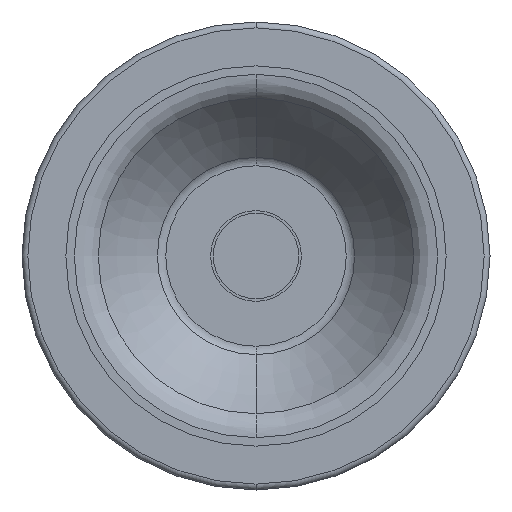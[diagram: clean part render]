
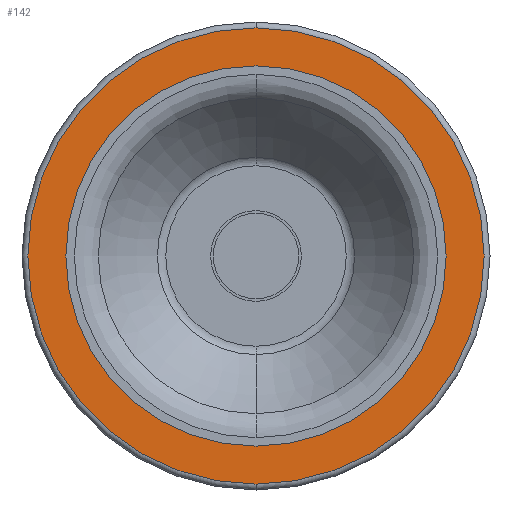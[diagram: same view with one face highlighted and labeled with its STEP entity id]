
A CAD part, front view. The second image highlights one B-rep face of the part: STEP entity #142.
In plain terms, the highlighted planar face has unit normal (0, -1, 0).
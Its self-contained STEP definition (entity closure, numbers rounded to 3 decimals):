
#55 = EDGE_LOOP ( 'NONE', ( #67, #146 ) ) ;
#61 = EDGE_CURVE ( 'NONE', #459, #456, #424, .T. ) ;
#62 = EDGE_LOOP ( 'NONE', ( #63, #72 ) ) ;
#63 = ORIENTED_EDGE ( 'NONE', *, *, #61, .T. ) ;
#67 = ORIENTED_EDGE ( 'NONE', *, *, #145, .F. ) ;
#72 = ORIENTED_EDGE ( 'NONE', *, *, #458, .T. ) ;
#142 = ADVANCED_FACE ( 'NONE', ( #566, #565 ), #564, .F. ) ;
#145 = EDGE_CURVE ( 'NONE', #1214, #2613, #612, .T. ) ;
#146 = ORIENTED_EDGE ( 'NONE', *, *, #1218, .F. ) ;
#420 = DIRECTION ( 'NONE',  ( 0., 0., 1. ) ) ;
#421 = DIRECTION ( 'NONE',  ( 0., -1., 0. ) ) ;
#422 = CARTESIAN_POINT ( 'NONE',  ( 0., 0., 0. ) ) ;
#423 = AXIS2_PLACEMENT_3D ( 'NONE', #422, #421, #420 ) ;
#424 = CIRCLE ( 'NONE', #423, 39. ) ;
#456 = VERTEX_POINT ( 'NONE', #867 ) ;
#458 = EDGE_CURVE ( 'NONE', #456, #459, #866, .T. ) ;
#459 = VERTEX_POINT ( 'NONE', #861 ) ;
#560 = DIRECTION ( 'NONE',  ( 0., 0., 1. ) ) ;
#561 = DIRECTION ( 'NONE',  ( 0., 1., 0. ) ) ;
#562 = CARTESIAN_POINT ( 'NONE',  ( -40., 0., 0. ) ) ;
#563 = AXIS2_PLACEMENT_3D ( 'NONE', #562, #561, #560 ) ;
#564 = PLANE ( 'NONE',  #563 ) ;
#565 = FACE_BOUND ( 'NONE', #55, .T. ) ;
#566 = FACE_OUTER_BOUND ( 'NONE', #62, .T. ) ;
#608 = DIRECTION ( 'NONE',  ( 0., 0., -1. ) ) ;
#609 = DIRECTION ( 'NONE',  ( 0., -1., 0. ) ) ;
#610 = CARTESIAN_POINT ( 'NONE',  ( 0., 0., 0. ) ) ;
#611 = AXIS2_PLACEMENT_3D ( 'NONE', #610, #609, #608 ) ;
#612 = CIRCLE ( 'NONE', #611, 32.5 ) ;
#846 = CARTESIAN_POINT ( 'NONE',  ( 0., 0., -32.5 ) ) ;
#861 = CARTESIAN_POINT ( 'NONE',  ( 0., 0., 39. ) ) ;
#862 = DIRECTION ( 'NONE',  ( 0., 0., 1. ) ) ;
#863 = DIRECTION ( 'NONE',  ( 0., -1., 0. ) ) ;
#864 = CARTESIAN_POINT ( 'NONE',  ( 0., 0., 0. ) ) ;
#865 = AXIS2_PLACEMENT_3D ( 'NONE', #864, #863, #862 ) ;
#866 = CIRCLE ( 'NONE', #865, 39. ) ;
#867 = CARTESIAN_POINT ( 'NONE',  ( 0., 0., -39. ) ) ;
#898 = DIRECTION ( 'NONE',  ( 0., 0., -1. ) ) ;
#899 = DIRECTION ( 'NONE',  ( 0., -1., 0. ) ) ;
#900 = CARTESIAN_POINT ( 'NONE',  ( 0., 0., 0. ) ) ;
#901 = AXIS2_PLACEMENT_3D ( 'NONE', #900, #899, #898 ) ;
#902 = CIRCLE ( 'NONE', #901, 32.5 ) ;
#1176 = CARTESIAN_POINT ( 'NONE',  ( 0., 0., 32.5 ) ) ;
#1214 = VERTEX_POINT ( 'NONE', #846 ) ;
#1218 = EDGE_CURVE ( 'NONE', #2613, #1214, #902, .T. ) ;
#2613 = VERTEX_POINT ( 'NONE', #1176 ) ;
